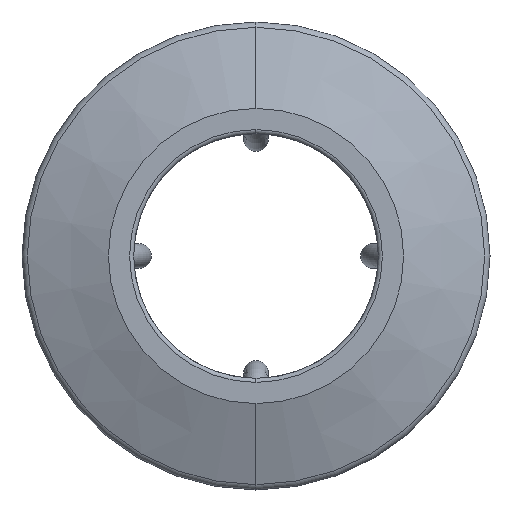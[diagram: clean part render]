
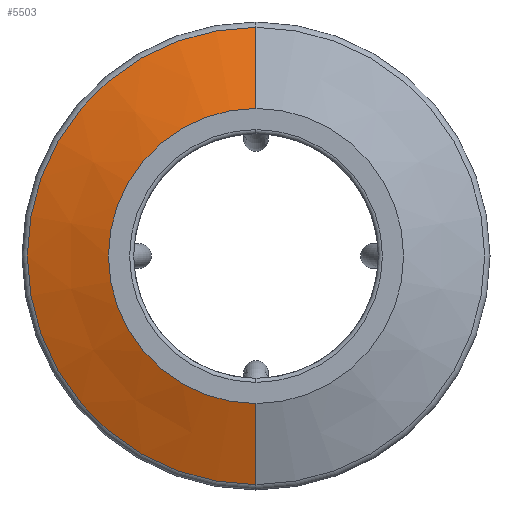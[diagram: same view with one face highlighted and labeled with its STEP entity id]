
A CAD part, left-side view. The second image highlights one B-rep face of the part: STEP entity #5503.
In plain terms, the highlighted conical face has half-angle 70 degrees and reference radius 28.7 mm.
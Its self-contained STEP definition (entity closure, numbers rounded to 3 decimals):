
#47 = EDGE_CURVE ( 'NONE', #13463, #13466, #13615, .T. ) ;
#58 = EDGE_CURVE ( 'NONE', #13479, #13324, #13632, .T. ) ;
#59 = EDGE_CURVE ( 'NONE', #13479, #13463, #18368, .T. ) ;
#60 = EDGE_CURVE ( 'NONE', #13324, #13466, #18373, .T. ) ;
#3695 = CARTESIAN_POINT ( 'NONE',  ( 0., 0., -18.1 ) ) ;
#3741 = CARTESIAN_POINT ( 'NONE',  ( 3.619, 0., -28.042 ) ) ;
#3749 = CARTESIAN_POINT ( 'NONE',  ( 3.619, 0., 28.042 ) ) ;
#3764 = CARTESIAN_POINT ( 'NONE',  ( 0., 0., 18.1 ) ) ;
#5503 = ADVANCED_FACE ( 'NONE', ( #17336 ), #9059, .T. ) ;
#5958 = ORIENTED_EDGE ( 'NONE', *, *, #58, .F. ) ;
#5959 = ORIENTED_EDGE ( 'NONE', *, *, #59, .T. ) ;
#5960 = ORIENTED_EDGE ( 'NONE', *, *, #47, .T. ) ;
#5961 = ORIENTED_EDGE ( 'NONE', *, *, #60, .F. ) ;
#9059 = CONICAL_SURFACE ( 'NONE', #9060, 28.7, 1.222 ) ;
#9060 = AXIS2_PLACEMENT_3D ( 'NONE', #17339, #17337, #17333 ) ;
#13324 = VERTEX_POINT ( 'NONE', #3695 ) ;
#13444 = EDGE_LOOP ( 'NONE', ( #5958, #5959, #5960, #5961 ) ) ;
#13463 = VERTEX_POINT ( 'NONE', #3749 ) ;
#13466 = VERTEX_POINT ( 'NONE', #3741 ) ;
#13479 = VERTEX_POINT ( 'NONE', #3764 ) ;
#13615 = CIRCLE ( 'NONE', #13620, 28.042 ) ;
#13620 = AXIS2_PLACEMENT_3D ( 'NONE', #18334, #18335, #18336 ) ;
#13632 = CIRCLE ( 'NONE', #13638, 18.1 ) ;
#13636 = VECTOR ( 'NONE', #18372, 1000. ) ;
#13638 = AXIS2_PLACEMENT_3D ( 'NONE', #18369, #18370, #18371 ) ;
#13639 = VECTOR ( 'NONE', #18376, 1000. ) ;
#17333 = DIRECTION ( 'NONE',  ( 0., 0., -1. ) ) ;
#17336 = FACE_OUTER_BOUND ( 'NONE', #13444, .T. ) ;
#17337 = DIRECTION ( 'NONE',  ( 1., 0., 0. ) ) ;
#17339 = CARTESIAN_POINT ( 'NONE',  ( 3.858, 0., 0. ) ) ;
#18334 = CARTESIAN_POINT ( 'NONE',  ( 3.619, 0., 0. ) ) ;
#18335 = DIRECTION ( 'NONE',  ( -1., 0., 0. ) ) ;
#18336 = DIRECTION ( 'NONE',  ( 0., 0., 1. ) ) ;
#18365 = CARTESIAN_POINT ( 'NONE',  ( 3.858, 0., 28.7 ) ) ;
#18368 = LINE ( 'NONE', #18365, #13636 ) ;
#18369 = CARTESIAN_POINT ( 'NONE',  ( 0., 0., 0. ) ) ;
#18370 = DIRECTION ( 'NONE',  ( -1., 0., 0. ) ) ;
#18371 = DIRECTION ( 'NONE',  ( 0., 0., 1. ) ) ;
#18372 = DIRECTION ( 'NONE',  ( 0.342, 0., 0.94 ) ) ;
#18373 = LINE ( 'NONE', #18375, #13639 ) ;
#18375 = CARTESIAN_POINT ( 'NONE',  ( 3.858, 0., -28.7 ) ) ;
#18376 = DIRECTION ( 'NONE',  ( 0.342, 0., -0.94 ) ) ;
